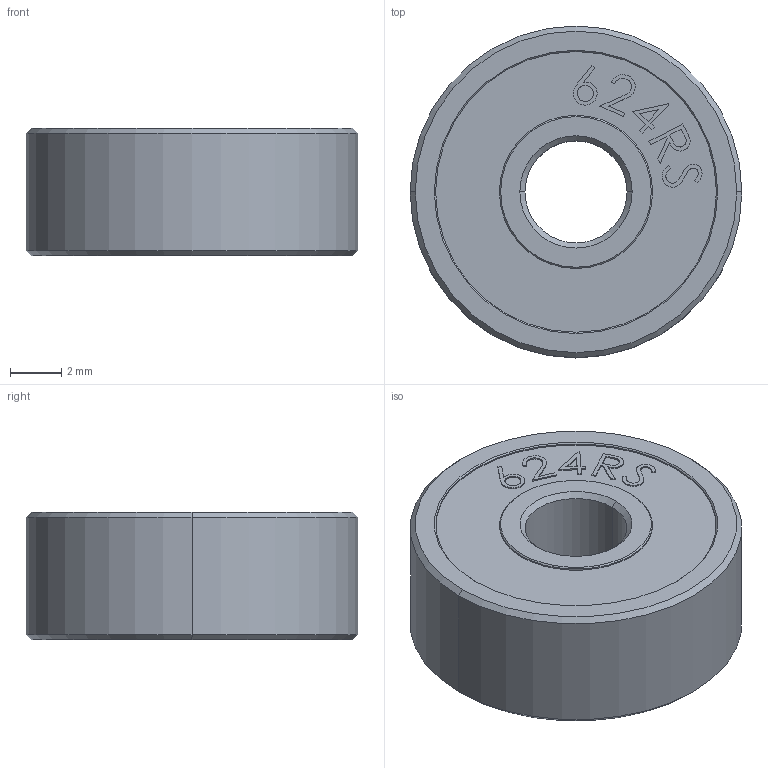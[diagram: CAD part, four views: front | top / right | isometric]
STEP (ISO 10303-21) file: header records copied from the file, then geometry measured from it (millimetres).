
FILE_DESCRIPTION (( 'STEP AP214' ), '1' );
FILE_NAME ('624RS.STEP', '2016-02-11T17:41:41', ( '' ), ( '' ), 'SwSTEP 2.0', 'SolidWorks 2016', '' );
FILE_SCHEMA (( 'AUTOMOTIVE_DESIGN' ));
Length unit declared in the file: millimetre
Products named in the file (1): 624RS
Bounding box: 13 x 13 x 5 mm (x, y, z)
Volume: 585.5 mm3; surface area: 505.9 mm2
Topology: 1 solids, 1 shells, 190 faces, 488 edges, 320 vertices
Faces by surface type: plane 92, bspline 70, cone 16, cylinder 12
Entity records: 9463 total; most frequent: CARTESIAN_POINT 5085, ORIENTED_EDGE 976, DIRECTION 630, EDGE_CURVE 488, VERTEX_POINT 320, VECTOR 308, LINE 308, EDGE_LOOP 212
